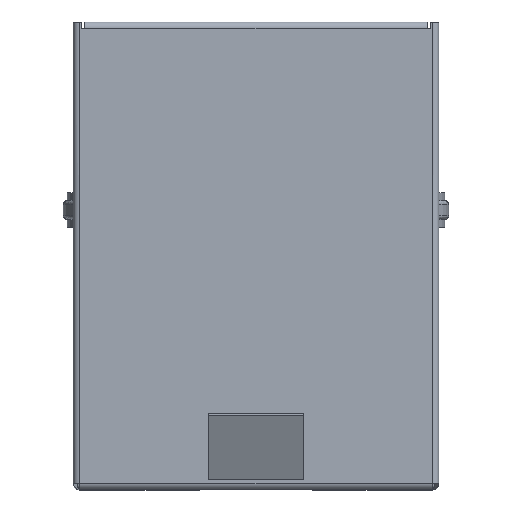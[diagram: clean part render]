
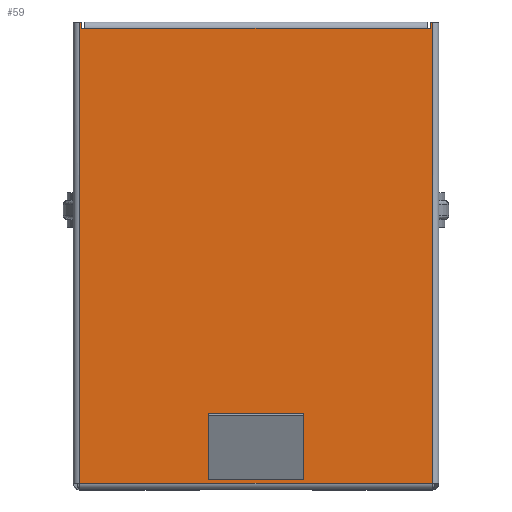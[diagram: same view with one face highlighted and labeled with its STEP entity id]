
A CAD part, top view. The second image highlights one B-rep face of the part: STEP entity #59.
In plain terms, the highlighted planar face has unit normal (0, 0, 1).
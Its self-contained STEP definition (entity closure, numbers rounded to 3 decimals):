
#59 = ADVANCED_FACE('',(#60,#142),#176,.T.);
#60 = FACE_BOUND('',#61,.T.);
#61 = EDGE_LOOP('',(#62,#72,#80,#88,#96,#104,#112,#120,#128,#136));
#62 = ORIENTED_EDGE('',*,*,#63,.T.);
#63 = EDGE_CURVE('',#64,#66,#68,.T.);
#64 = VERTEX_POINT('',#65);
#65 = CARTESIAN_POINT('',(11.498,-14.23,13.016
    ));
#66 = VERTEX_POINT('',#67);
#67 = CARTESIAN_POINT('',(11.498,4.185,13.016)
  );
#68 = LINE('',#69,#70);
#69 = CARTESIAN_POINT('',(11.498,4.185,13.016)
  );
#70 = VECTOR('',#71,1.);
#71 = DIRECTION('',(0.,1.,0.));
#72 = ORIENTED_EDGE('',*,*,#73,.F.);
#73 = EDGE_CURVE('',#74,#66,#76,.T.);
#74 = VERTEX_POINT('',#75);
#75 = CARTESIAN_POINT('',(11.409,4.185,13.016)
  );
#76 = LINE('',#77,#78);
#77 = CARTESIAN_POINT('',(11.752,4.185,13.016)
  );
#78 = VECTOR('',#79,1.);
#79 = DIRECTION('',(1.,0.,0.));
#80 = ORIENTED_EDGE('',*,*,#81,.T.);
#81 = EDGE_CURVE('',#74,#82,#84,.T.);
#82 = VERTEX_POINT('',#83);
#83 = CARTESIAN_POINT('',(11.409,3.931,13.016)
  );
#84 = LINE('',#85,#86);
#85 = CARTESIAN_POINT('',(11.409,3.931,13.016)
  );
#86 = VECTOR('',#87,1.);
#87 = DIRECTION('',(0.,-1.,0.));
#88 = ORIENTED_EDGE('',*,*,#89,.T.);
#89 = EDGE_CURVE('',#82,#90,#92,.T.);
#90 = VERTEX_POINT('',#91);
#91 = CARTESIAN_POINT('',(11.282,3.931,13.016)
  );
#92 = LINE('',#93,#94);
#93 = CARTESIAN_POINT('',(10.446,3.931,13.016)
  );
#94 = VECTOR('',#95,1.);
#95 = DIRECTION('',(-1.,0.,0.));
#96 = ORIENTED_EDGE('',*,*,#97,.T.);
#97 = EDGE_CURVE('',#90,#98,#100,.T.);
#98 = VERTEX_POINT('',#99);
#99 = CARTESIAN_POINT('',(-2.383,3.931,13.016)
  );
#100 = LINE('',#101,#102);
#101 = CARTESIAN_POINT('',(-2.599,3.931,13.016)
  );
#102 = VECTOR('',#103,1.);
#103 = DIRECTION('',(-1.,0.,0.));
#104 = ORIENTED_EDGE('',*,*,#105,.T.);
#105 = EDGE_CURVE('',#98,#106,#108,.T.);
#106 = VERTEX_POINT('',#107);
#107 = CARTESIAN_POINT('',(-2.51,3.931,13.016)
  );
#108 = LINE('',#109,#110);
#109 = CARTESIAN_POINT('',(-2.599,3.931,13.016)
  );
#110 = VECTOR('',#111,1.);
#111 = DIRECTION('',(-1.,0.,0.));
#112 = ORIENTED_EDGE('',*,*,#113,.T.);
#113 = EDGE_CURVE('',#106,#114,#116,.T.);
#114 = VERTEX_POINT('',#115);
#115 = CARTESIAN_POINT('',(-2.51,4.185,13.016)
  );
#116 = LINE('',#117,#118);
#117 = CARTESIAN_POINT('',(-2.51,4.185,13.016)
  );
#118 = VECTOR('',#119,1.);
#119 = DIRECTION('',(0.,1.,0.));
#120 = ORIENTED_EDGE('',*,*,#121,.F.);
#121 = EDGE_CURVE('',#122,#114,#124,.T.);
#122 = VERTEX_POINT('',#123);
#123 = CARTESIAN_POINT('',(-2.599,4.185,13.016
    ));
#124 = LINE('',#125,#126);
#125 = CARTESIAN_POINT('',(-2.51,4.185,13.016)
  );
#126 = VECTOR('',#127,1.);
#127 = DIRECTION('',(1.,0.,0.));
#128 = ORIENTED_EDGE('',*,*,#129,.T.);
#129 = EDGE_CURVE('',#122,#130,#132,.T.);
#130 = VERTEX_POINT('',#131);
#131 = CARTESIAN_POINT('',(-2.599,-14.23,
    13.016));
#132 = LINE('',#133,#134);
#133 = CARTESIAN_POINT('',(-2.599,4.185,13.016
    ));
#134 = VECTOR('',#135,1.);
#135 = DIRECTION('',(0.,-1.,0.));
#136 = ORIENTED_EDGE('',*,*,#137,.T.);
#137 = EDGE_CURVE('',#130,#64,#138,.T.);
#138 = LINE('',#139,#140);
#139 = CARTESIAN_POINT('',(-2.599,-14.23,13.016
    ));
#140 = VECTOR('',#141,1.);
#141 = DIRECTION('',(1.,0.,0.));
#142 = FACE_BOUND('',#143,.T.);
#143 = EDGE_LOOP('',(#144,#154,#162,#170));
#144 = ORIENTED_EDGE('',*,*,#145,.T.);
#145 = EDGE_CURVE('',#146,#148,#150,.T.);
#146 = VERTEX_POINT('',#147);
#147 = CARTESIAN_POINT('',(2.545,-13.503,
    13.016));
#148 = VERTEX_POINT('',#149);
#149 = CARTESIAN_POINT('',(6.355,-13.503,
    13.016));
#150 = LINE('',#151,#152);
#151 = CARTESIAN_POINT('',(-2.599,-13.503,13.016
    ));
#152 = VECTOR('',#153,1.);
#153 = DIRECTION('',(1.,0.,0.));
#154 = ORIENTED_EDGE('',*,*,#155,.T.);
#155 = EDGE_CURVE('',#148,#156,#158,.T.);
#156 = VERTEX_POINT('',#157);
#157 = CARTESIAN_POINT('',(6.355,-14.103,
    13.016));
#158 = LINE('',#159,#160);
#159 = CARTESIAN_POINT('',(6.355,-11.421,13.016
    ));
#160 = VECTOR('',#161,1.);
#161 = DIRECTION('',(0.,-1.,0.));
#162 = ORIENTED_EDGE('',*,*,#163,.T.);
#163 = EDGE_CURVE('',#156,#164,#166,.T.);
#164 = VERTEX_POINT('',#165);
#165 = CARTESIAN_POINT('',(2.545,-14.103,
    13.016));
#166 = LINE('',#167,#168);
#167 = CARTESIAN_POINT('',(-2.599,-14.103,13.016
    ));
#168 = VECTOR('',#169,1.);
#169 = DIRECTION('',(-1.,0.,0.));
#170 = ORIENTED_EDGE('',*,*,#171,.F.);
#171 = EDGE_CURVE('',#146,#164,#172,.T.);
#172 = LINE('',#173,#174);
#173 = CARTESIAN_POINT('',(2.545,-11.421,13.016
    ));
#174 = VECTOR('',#175,1.);
#175 = DIRECTION('',(0.,-1.,0.));
#176 = PLANE('',#177);
#177 = AXIS2_PLACEMENT_3D('',#178,#179,#180);
#178 = CARTESIAN_POINT('',(-2.599,4.185,13.016)
  );
#179 = DIRECTION('',(0.,0.,1.));
#180 = DIRECTION('',(0.,-1.,0.));
